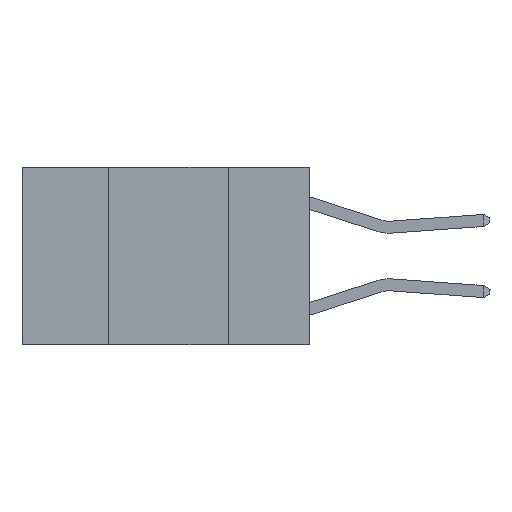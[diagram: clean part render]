
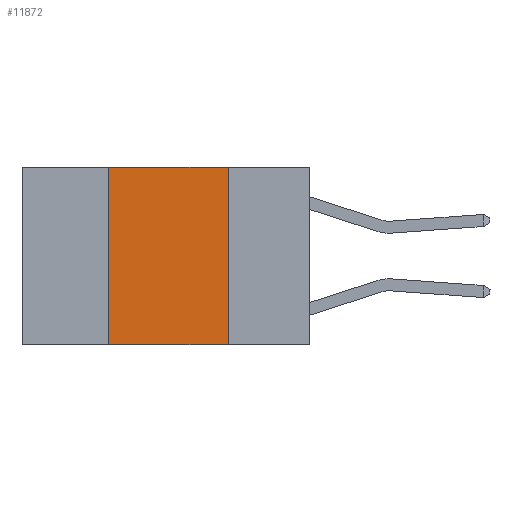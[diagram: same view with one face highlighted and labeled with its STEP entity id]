
A CAD part, left-side view. The second image highlights one B-rep face of the part: STEP entity #11872.
In plain terms, the highlighted planar face has unit normal (-1, 0, 0).
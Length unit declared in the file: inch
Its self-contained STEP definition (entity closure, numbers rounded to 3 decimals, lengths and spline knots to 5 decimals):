
#725 = DIRECTION ( 'NONE',  ( 0., -1., 0. ) ) ;
#883 = VECTOR ( 'NONE', #13713, 39.37008 ) ;
#1664 = VECTOR ( 'NONE', #725, 39.37008 ) ;
#3340 = CARTESIAN_POINT ( 'NONE',  ( 0., 0.42, 0. ) ) ;
#3559 = DIRECTION ( 'NONE',  ( 0., 0., -1. ) ) ;
#4584 = VECTOR ( 'NONE', #9522, 39.37008 ) ;
#4971 = FACE_OUTER_BOUND ( 'NONE', #10526, .T. ) ;
#5715 = VERTEX_POINT ( 'NONE', #17452 ) ;
#6530 = EDGE_CURVE ( 'NONE', #5715, #18150, #10046, .T. ) ;
#6740 = DIRECTION ( 'NONE',  ( 0., 0., -1. ) ) ;
#7114 = LINE ( 'NONE', #19051, #1664 ) ;
#9522 = DIRECTION ( 'NONE',  ( 0., 0., 1. ) ) ;
#9650 = CARTESIAN_POINT ( 'NONE',  ( 0., 0.6, 0. ) ) ;
#10046 = LINE ( 'NONE', #3340, #4584 ) ;
#10526 = EDGE_LOOP ( 'NONE', ( #24105, #24713, #14838, #20152 ) ) ;
#11806 = LINE ( 'NONE', #25564, #883 ) ;
#11872 = ADVANCED_FACE ( 'NONE', ( #4971 ), #23692, .F. ) ;
#12273 = LINE ( 'NONE', #15031, #22289 ) ;
#12822 = EDGE_CURVE ( 'NONE', #14643, #19777, #12273, .T. ) ;
#13713 = DIRECTION ( 'NONE',  ( 0., -1., 0. ) ) ;
#13715 = AXIS2_PLACEMENT_3D ( 'NONE', #9650, #15858, #3559 ) ;
#14643 = VERTEX_POINT ( 'NONE', #25592 ) ;
#14838 = ORIENTED_EDGE ( 'NONE', *, *, #6530, .F. ) ;
#15031 = CARTESIAN_POINT ( 'NONE',  ( 0., 0.17, 0. ) ) ;
#15325 = EDGE_CURVE ( 'NONE', #5715, #19777, #11806, .T. ) ;
#15858 = DIRECTION ( 'NONE',  ( 1., 0., 0. ) ) ;
#17452 = CARTESIAN_POINT ( 'NONE',  ( 0., 0.42, -0.37 ) ) ;
#18150 = VERTEX_POINT ( 'NONE', #24480 ) ;
#19051 = CARTESIAN_POINT ( 'NONE',  ( 0., 0.6, 0. ) ) ;
#19777 = VERTEX_POINT ( 'NONE', #25532 ) ;
#20152 = ORIENTED_EDGE ( 'NONE', *, *, #15325, .T. ) ;
#20189 = EDGE_CURVE ( 'NONE', #18150, #14643, #7114, .T. ) ;
#22289 = VECTOR ( 'NONE', #6740, 39.37008 ) ;
#23692 = PLANE ( 'NONE',  #13715 ) ;
#24105 = ORIENTED_EDGE ( 'NONE', *, *, #12822, .F. ) ;
#24480 = CARTESIAN_POINT ( 'NONE',  ( 0., 0.42, 0. ) ) ;
#24713 = ORIENTED_EDGE ( 'NONE', *, *, #20189, .F. ) ;
#25532 = CARTESIAN_POINT ( 'NONE',  ( 0., 0.17, -0.37 ) ) ;
#25564 = CARTESIAN_POINT ( 'NONE',  ( 0., 0.6, -0.37 ) ) ;
#25592 = CARTESIAN_POINT ( 'NONE',  ( 0., 0.17, 0. ) ) ;
